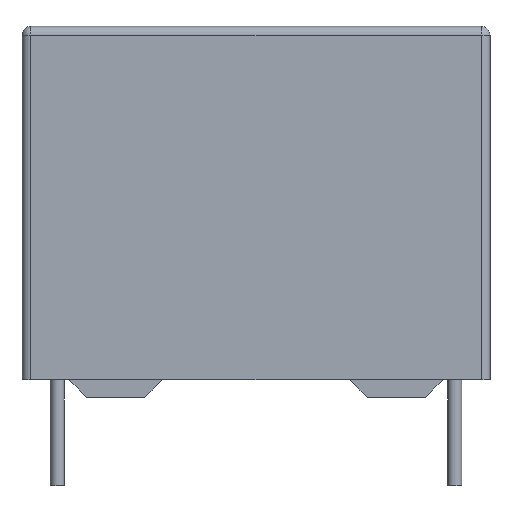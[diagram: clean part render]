
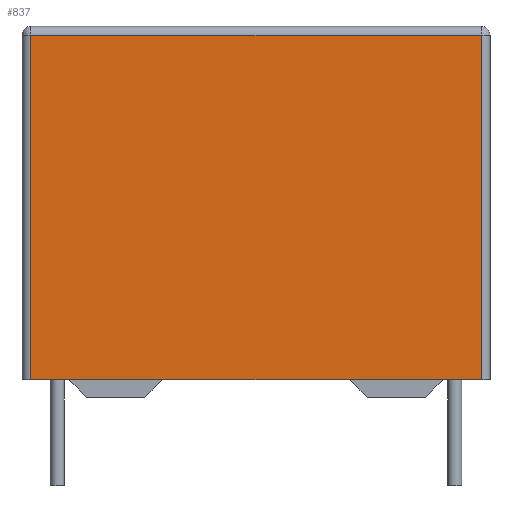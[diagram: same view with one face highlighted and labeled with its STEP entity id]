
A CAD part, front view. The second image highlights one B-rep face of the part: STEP entity #837.
In plain terms, the highlighted planar face has unit normal (0, -1, 0).
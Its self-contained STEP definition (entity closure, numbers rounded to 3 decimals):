
#64=PLANE('',#917);
#108=FACE_OUTER_BOUND('',#168,.T.);
#168=EDGE_LOOP('',(#633,#634,#635,#636));
#239=LINE('',#1424,#325);
#244=LINE('',#1436,#330);
#245=LINE('',#1440,#331);
#246=LINE('',#1441,#332);
#325=VECTOR('',#1017,10.);
#330=VECTOR('',#1028,10.);
#331=VECTOR('',#1033,10.);
#332=VECTOR('',#1034,10.);
#410=VERTEX_POINT('',#1421);
#411=VERTEX_POINT('',#1423);
#415=VERTEX_POINT('',#1435);
#416=VERTEX_POINT('',#1439);
#488=EDGE_CURVE('',#411,#410,#239,.T.);
#494=EDGE_CURVE('',#411,#415,#244,.T.);
#496=EDGE_CURVE('',#416,#410,#245,.T.);
#497=EDGE_CURVE('',#415,#416,#246,.T.);
#633=ORIENTED_EDGE('',*,*,#488,.T.);
#634=ORIENTED_EDGE('',*,*,#496,.F.);
#635=ORIENTED_EDGE('',*,*,#497,.F.);
#636=ORIENTED_EDGE('',*,*,#494,.F.);
#837=ADVANCED_FACE('',(#108),#64,.T.);
#917=AXIS2_PLACEMENT_3D('',#1438,#1031,#1032);
#1017=DIRECTION('',(1.,0.,0.));
#1028=DIRECTION('',(0.,0.,1.));
#1031=DIRECTION('center_axis',(0.,-1.,0.));
#1032=DIRECTION('ref_axis',(1.,0.,0.));
#1033=DIRECTION('',(0.,0.,-1.));
#1034=DIRECTION('',(1.,0.,0.));
#1421=CARTESIAN_POINT('',(12.75,-5.5,1.));
#1423=CARTESIAN_POINT('',(-12.75,-5.5,1.));
#1424=CARTESIAN_POINT('',(-6.625,-5.5,1.));
#1435=CARTESIAN_POINT('',(-12.75,-5.5,20.5));
#1436=CARTESIAN_POINT('',(-12.75,-5.5,0.));
#1438=CARTESIAN_POINT('Origin',(-13.25,-5.5,0.));
#1439=CARTESIAN_POINT('',(12.75,-5.5,20.5));
#1440=CARTESIAN_POINT('',(12.75,-5.5,0.));
#1441=CARTESIAN_POINT('',(-6.625,-5.5,20.5));
